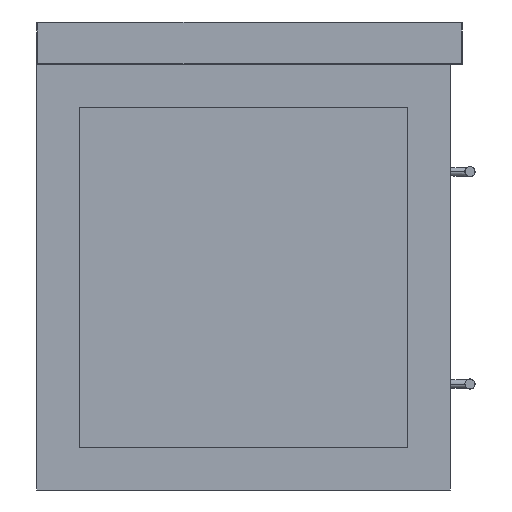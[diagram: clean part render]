
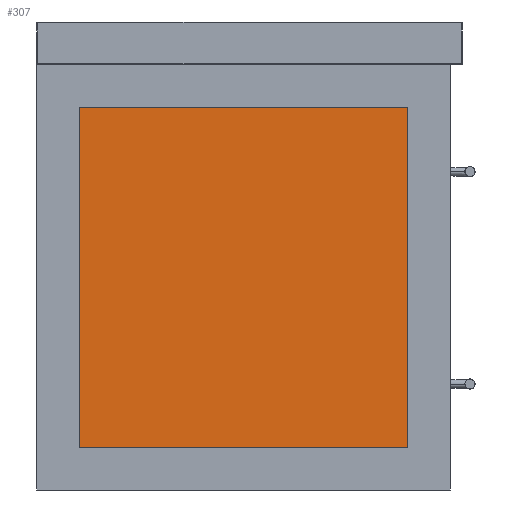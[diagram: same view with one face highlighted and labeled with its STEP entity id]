
A CAD part, left-side view. The second image highlights one B-rep face of the part: STEP entity #307.
In plain terms, the highlighted planar face has unit normal (-1, 0, 0).
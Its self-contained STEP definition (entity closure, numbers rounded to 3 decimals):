
#307=ADVANCED_FACE('',(#466),#2388,.T.);
#466=FACE_OUTER_BOUND('',#651,.T.);
#651=EDGE_LOOP('',(#1209,#1210,#1211,#1212));
#1209=ORIENTED_EDGE('',*,*,#1644,.T.);
#1210=ORIENTED_EDGE('',*,*,#1650,.T.);
#1211=ORIENTED_EDGE('',*,*,#1648,.T.);
#1212=ORIENTED_EDGE('',*,*,#1646,.T.);
#1644=EDGE_CURVE('',#2254,#2253,#1923,.T.);
#1646=EDGE_CURVE('',#2255,#2254,#1925,.T.);
#1648=EDGE_CURVE('',#2256,#2255,#1927,.T.);
#1650=EDGE_CURVE('',#2253,#2256,#1929,.T.);
#1923=B_SPLINE_CURVE_WITH_KNOTS('',1,(#4235,#4236),.UNSPECIFIED.,.F.,.F.,
(2,2),(-386.,0.),.UNSPECIFIED.);
#1925=B_SPLINE_CURVE_WITH_KNOTS('',1,(#4239,#4240),.UNSPECIFIED.,.F.,.F.,
(2,2),(-400.,0.),.UNSPECIFIED.);
#1927=B_SPLINE_CURVE_WITH_KNOTS('',1,(#4243,#4244),.UNSPECIFIED.,.F.,.F.,
(2,2),(-386.,0.),.UNSPECIFIED.);
#1929=B_SPLINE_CURVE_WITH_KNOTS('',1,(#4247,#4248),.UNSPECIFIED.,.F.,.F.,
(2,2),(-400.,0.),.UNSPECIFIED.);
#2253=VERTEX_POINT('',#4197);
#2254=VERTEX_POINT('',#4198);
#2255=VERTEX_POINT('',#4199);
#2256=VERTEX_POINT('',#4200);
#2388=PLANE('',#2773);
#2773=AXIS2_PLACEMENT_3D('',#4184,#2955,$);
#2955=DIRECTION('',(-1.,0.,0.));
#4184=CARTESIAN_POINT('',(-741.,240.,11.4));
#4197=CARTESIAN_POINT('',(-741.,200.,50.));
#4198=CARTESIAN_POINT('',(-741.,200.,436.));
#4199=CARTESIAN_POINT('',(-741.,-200.,436.));
#4200=CARTESIAN_POINT('',(-741.,-200.,50.));
#4235=CARTESIAN_POINT('',(-741.,200.,436.));
#4236=CARTESIAN_POINT('',(-741.,200.,50.));
#4239=CARTESIAN_POINT('',(-741.,-200.,436.));
#4240=CARTESIAN_POINT('',(-741.,200.,436.));
#4243=CARTESIAN_POINT('',(-741.,-200.,50.));
#4244=CARTESIAN_POINT('',(-741.,-200.,436.));
#4247=CARTESIAN_POINT('',(-741.,200.,50.));
#4248=CARTESIAN_POINT('',(-741.,-200.,50.));
